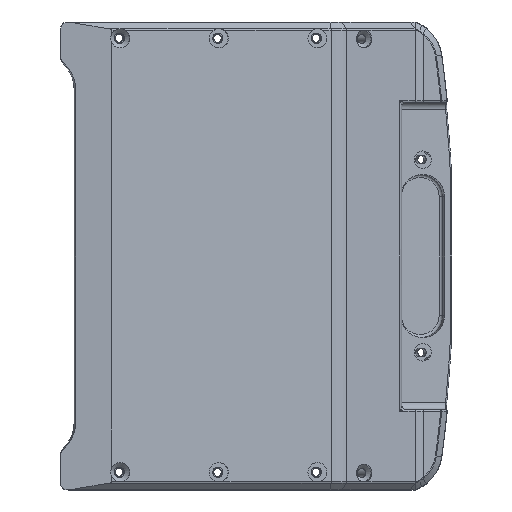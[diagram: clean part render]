
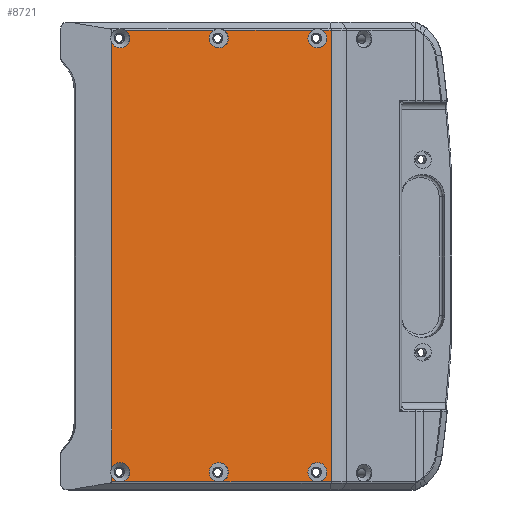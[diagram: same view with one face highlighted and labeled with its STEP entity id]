
A CAD part, front view. The second image highlights one B-rep face of the part: STEP entity #8721.
In plain terms, the highlighted planar face has unit normal (0.174, -0.985, 0).
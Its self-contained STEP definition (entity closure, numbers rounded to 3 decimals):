
#61=FACE_BOUND('',#2717,.T.);
#62=FACE_BOUND('',#2718,.T.);
#285=PLANE('',#9291);
#513=LINE('',#13191,#1247);
#514=LINE('',#13194,#1248);
#515=LINE('',#13196,#1249);
#518=LINE('',#13203,#1252);
#519=LINE('',#13205,#1253);
#520=LINE('',#13206,#1254);
#521=LINE('',#13207,#1255);
#1247=VECTOR('',#10402,10.);
#1248=VECTOR('',#10407,10.);
#1249=VECTOR('',#10410,10.);
#1252=VECTOR('',#10417,10.);
#1253=VECTOR('',#10418,10.);
#1254=VECTOR('',#10419,10.);
#1255=VECTOR('',#10420,10.);
#2199=FACE_OUTER_BOUND('',#2716,.T.);
#2716=EDGE_LOOP('',(#6082,#6083,#6084,#6085,#6086,#6087,#6088,#6089,#6090,
#6091,#6092,#6093,#6094,#6095,#6096));
#2717=EDGE_LOOP('',(#6097));
#2718=EDGE_LOOP('',(#6098));
#3247=CIRCLE('',#9237,6.5);
#3249=CIRCLE('',#9241,6.5);
#3253=CIRCLE('',#9248,6.5);
#3254=CIRCLE('',#9250,6.5);
#3258=CIRCLE('',#9257,6.5);
#3259=CIRCLE('',#9259,6.5);
#3263=CIRCLE('',#9266,6.5);
#3264=CIRCLE('',#9268,6.5);
#3268=CIRCLE('',#9275,6.5);
#3272=CIRCLE('',#9282,6.5);
#3724=VERTEX_POINT('',#13032);
#3725=VERTEX_POINT('',#13034);
#3730=VERTEX_POINT('',#13058);
#3734=VERTEX_POINT('',#13071);
#3735=VERTEX_POINT('',#13073);
#3738=VERTEX_POINT('',#13086);
#3742=VERTEX_POINT('',#13106);
#3743=VERTEX_POINT('',#13108);
#3746=VERTEX_POINT('',#13121);
#3750=VERTEX_POINT('',#13141);
#3751=VERTEX_POINT('',#13143);
#3752=VERTEX_POINT('',#13145);
#3756=VERTEX_POINT('',#13158);
#3760=VERTEX_POINT('',#13171);
#3766=VERTEX_POINT('',#13190);
#3768=VERTEX_POINT('',#13202);
#3769=VERTEX_POINT('',#13204);
#4609=EDGE_CURVE('',#3725,#3724,#3247,.T.);
#4615=EDGE_CURVE('',#3724,#3730,#3249,.T.);
#4621=EDGE_CURVE('',#3735,#3734,#3253,.T.);
#4625=EDGE_CURVE('',#3734,#3738,#3254,.T.);
#4631=EDGE_CURVE('',#3743,#3742,#3258,.T.);
#4635=EDGE_CURVE('',#3742,#3746,#3259,.T.);
#4641=EDGE_CURVE('',#3751,#3750,#3263,.T.);
#4643=EDGE_CURVE('',#3750,#3752,#3264,.T.);
#4649=EDGE_CURVE('',#3756,#3756,#3268,.T.);
#4655=EDGE_CURVE('',#3760,#3760,#3272,.T.);
#4664=EDGE_CURVE('',#3743,#3766,#513,.T.);
#4666=EDGE_CURVE('',#3725,#3738,#514,.T.);
#4667=EDGE_CURVE('',#3735,#3746,#515,.T.);
#4670=EDGE_CURVE('',#3768,#3752,#518,.T.);
#4671=EDGE_CURVE('',#3769,#3768,#519,.T.);
#4672=EDGE_CURVE('',#3769,#3766,#520,.T.);
#4673=EDGE_CURVE('',#3751,#3730,#521,.T.);
#6082=ORIENTED_EDGE('',*,*,#4641,.T.);
#6083=ORIENTED_EDGE('',*,*,#4643,.T.);
#6084=ORIENTED_EDGE('',*,*,#4670,.F.);
#6085=ORIENTED_EDGE('',*,*,#4671,.F.);
#6086=ORIENTED_EDGE('',*,*,#4672,.T.);
#6087=ORIENTED_EDGE('',*,*,#4664,.F.);
#6088=ORIENTED_EDGE('',*,*,#4631,.T.);
#6089=ORIENTED_EDGE('',*,*,#4635,.T.);
#6090=ORIENTED_EDGE('',*,*,#4667,.F.);
#6091=ORIENTED_EDGE('',*,*,#4621,.T.);
#6092=ORIENTED_EDGE('',*,*,#4625,.T.);
#6093=ORIENTED_EDGE('',*,*,#4666,.F.);
#6094=ORIENTED_EDGE('',*,*,#4609,.T.);
#6095=ORIENTED_EDGE('',*,*,#4615,.T.);
#6096=ORIENTED_EDGE('',*,*,#4673,.F.);
#6097=ORIENTED_EDGE('',*,*,#4655,.T.);
#6098=ORIENTED_EDGE('',*,*,#4649,.T.);
#8721=ADVANCED_FACE('',(#2199,#61,#62),#285,.T.);
#9237=AXIS2_PLACEMENT_3D('',#13035,#10285,#10286);
#9241=AXIS2_PLACEMENT_3D('',#13060,#10293,#10294);
#9248=AXIS2_PLACEMENT_3D('',#13074,#10309,#10310);
#9250=AXIS2_PLACEMENT_3D('',#13095,#10313,#10314);
#9257=AXIS2_PLACEMENT_3D('',#13109,#10329,#10330);
#9259=AXIS2_PLACEMENT_3D('',#13130,#10333,#10334);
#9266=AXIS2_PLACEMENT_3D('',#13144,#10349,#10350);
#9268=AXIS2_PLACEMENT_3D('',#13147,#10353,#10354);
#9275=AXIS2_PLACEMENT_3D('',#13160,#10369,#10370);
#9282=AXIS2_PLACEMENT_3D('',#13173,#10385,#10386);
#9291=AXIS2_PLACEMENT_3D('',#13201,#10415,#10416);
#10285=DIRECTION('center_axis',(-0.174,0.985,0.));
#10286=DIRECTION('ref_axis',(0.,0.,1.));
#10293=DIRECTION('center_axis',(-0.174,0.985,0.));
#10294=DIRECTION('ref_axis',(0.,0.,1.));
#10309=DIRECTION('center_axis',(-0.174,0.985,0.));
#10310=DIRECTION('ref_axis',(0.,0.,1.));
#10313=DIRECTION('center_axis',(-0.174,0.985,0.));
#10314=DIRECTION('ref_axis',(0.,0.,1.));
#10329=DIRECTION('center_axis',(-0.174,0.985,0.));
#10330=DIRECTION('ref_axis',(0.,0.,1.));
#10333=DIRECTION('center_axis',(-0.174,0.985,0.));
#10334=DIRECTION('ref_axis',(0.,0.,1.));
#10349=DIRECTION('center_axis',(-0.174,0.985,0.));
#10350=DIRECTION('ref_axis',(0.,0.,1.));
#10353=DIRECTION('center_axis',(-0.174,0.985,0.));
#10354=DIRECTION('ref_axis',(0.,0.,1.));
#10369=DIRECTION('center_axis',(-0.174,0.985,0.));
#10370=DIRECTION('ref_axis',(0.,0.,1.));
#10385=DIRECTION('center_axis',(-0.174,0.985,0.));
#10386=DIRECTION('ref_axis',(0.,0.,1.));
#10402=DIRECTION('',(0.985,0.174,0.));
#10407=DIRECTION('',(0.985,0.174,0.));
#10410=DIRECTION('',(0.985,0.174,0.));
#10415=DIRECTION('center_axis',(0.174,-0.985,0.));
#10416=DIRECTION('ref_axis',(0.985,0.174,0.));
#10417=DIRECTION('',(0.,0.,1.));
#10418=DIRECTION('',(-0.985,-0.174,0.));
#10419=DIRECTION('',(0.,0.,1.));
#10420=DIRECTION('',(0.,0.,1.));
#13032=CARTESIAN_POINT('',(221.673,-50.762,299.76));
#13034=CARTESIAN_POINT('',(224.946,-50.185,311.846));
#13035=CARTESIAN_POINT('Origin',(221.673,-50.762,306.26));
#13058=CARTESIAN_POINT('',(215.899,-51.78,303.452));
#13060=CARTESIAN_POINT('Origin',(221.673,-50.762,306.26));
#13071=CARTESIAN_POINT('',(288.147,-39.041,299.76));
#13073=CARTESIAN_POINT('',(291.421,-38.463,311.846));
#13074=CARTESIAN_POINT('Origin',(288.147,-39.041,306.26));
#13086=CARTESIAN_POINT('',(284.874,-39.618,311.846));
#13095=CARTESIAN_POINT('Origin',(288.147,-39.041,306.26));
#13106=CARTESIAN_POINT('',(354.622,-27.319,299.76));
#13108=CARTESIAN_POINT('',(357.895,-26.742,311.846));
#13109=CARTESIAN_POINT('Origin',(354.622,-27.319,306.26));
#13121=CARTESIAN_POINT('',(351.348,-27.896,311.846));
#13130=CARTESIAN_POINT('Origin',(354.622,-27.319,306.26));
#13141=CARTESIAN_POINT('',(221.673,-50.762,7.));
#13143=CARTESIAN_POINT('',(215.899,-51.78,16.308));
#13144=CARTESIAN_POINT('Origin',(221.673,-50.762,13.5));
#13145=CARTESIAN_POINT('',(215.899,-51.78,10.692));
#13147=CARTESIAN_POINT('Origin',(221.673,-50.762,13.5));
#13158=CARTESIAN_POINT('',(288.147,-39.041,7.));
#13160=CARTESIAN_POINT('Origin',(288.147,-39.041,13.5));
#13171=CARTESIAN_POINT('',(354.622,-27.319,7.));
#13173=CARTESIAN_POINT('Origin',(354.622,-27.319,13.5));
#13190=CARTESIAN_POINT('',(363.937,-25.677,311.846));
#13191=CARTESIAN_POINT('',(241.528,-47.261,311.846));
#13194=CARTESIAN_POINT('',(241.528,-47.261,311.846));
#13196=CARTESIAN_POINT('',(241.528,-47.261,311.846));
#13201=CARTESIAN_POINT('Origin',(215.899,-51.78,159.38));
#13202=CARTESIAN_POINT('',(215.899,-51.78,6.914));
#13203=CARTESIAN_POINT('',(215.899,-51.78,159.38));
#13204=CARTESIAN_POINT('',(363.937,-25.677,6.914));
#13205=CARTESIAN_POINT('',(241.528,-47.261,6.914));
#13206=CARTESIAN_POINT('',(363.937,-25.677,159.38));
#13207=CARTESIAN_POINT('',(215.899,-51.78,159.38));
